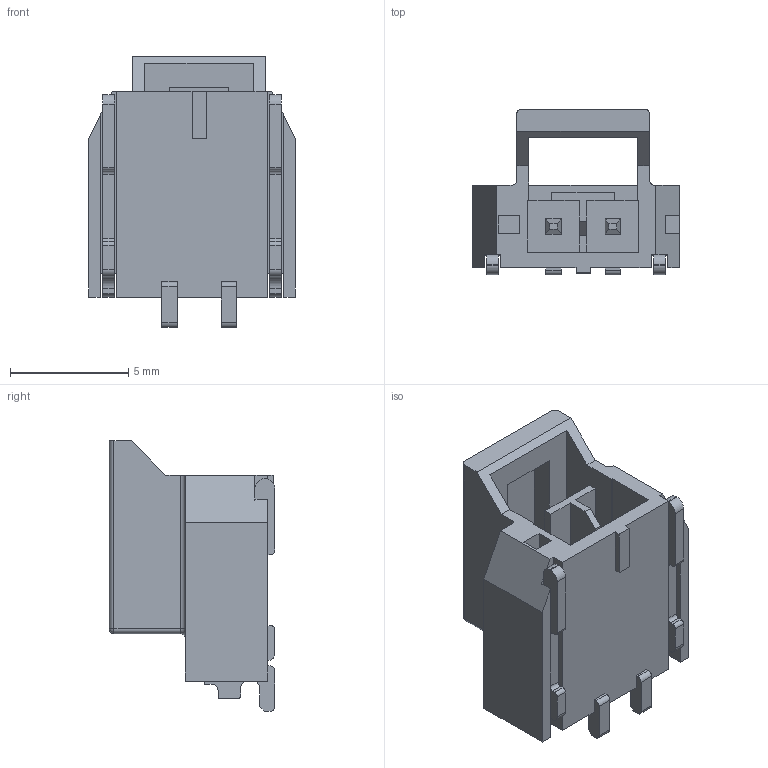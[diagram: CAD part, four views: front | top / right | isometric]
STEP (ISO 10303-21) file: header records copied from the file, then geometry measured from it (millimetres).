
FILE_DESCRIPTION(/* description */ (''),/* implementation_level */ '2;1');
FILE_NAME(/* name */ 'MolexNanofit_2.step',/* time_stamp */ '2019-08-09T21:09:18+02:00',/* author */ (''),/* organization */ (''),/* preprocessor_version */ 'ST-DEVELOPER v18',/* originating_system */ 'Autodesk Translation Framework v8.2.0.1029',/* authorisation */ '');
FILE_SCHEMA (('AUTOMOTIVE_DESIGN { 1 0 10303 214 3 1 1 }'));
Length unit declared in the file: millimetre
Products named in the file (1): MolexNanofit_2
Bounding box: 8.74 x 6.99 x 11.43 mm (x, y, z)
Volume: 238.6 mm3; surface area: 653.7 mm2
Topology: 1 solids, 1 shells, 192 faces, 539 edges, 352 vertices
Faces by surface type: plane 147, cylinder 41, torus 2, sphere 2
Entity records: 6270 total; most frequent: CARTESIAN_POINT 1084, ORIENTED_EDGE 1078, DIRECTION 1009, EDGE_CURVE 539, LINE 455, VECTOR 455, VERTEX_POINT 352, AXIS2_PLACEMENT_3D 277
